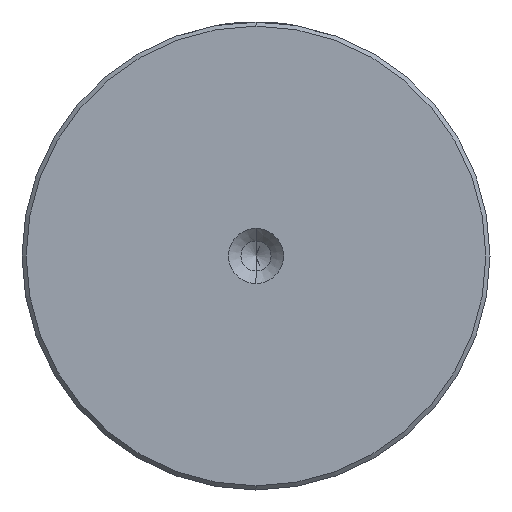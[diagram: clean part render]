
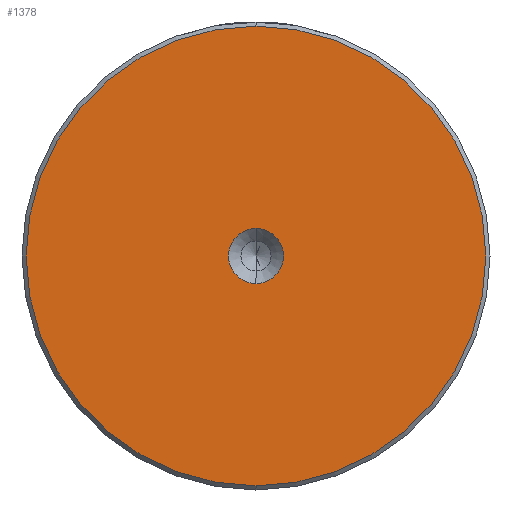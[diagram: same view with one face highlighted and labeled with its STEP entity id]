
A CAD part, left-side view. The second image highlights one B-rep face of the part: STEP entity #1378.
In plain terms, the highlighted planar face has unit normal (-1, 0, 0).
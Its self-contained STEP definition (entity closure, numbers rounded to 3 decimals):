
#83 = VERTEX_POINT ( 'NONE', #2092 ) ;
#132 = CARTESIAN_POINT ( 'NONE',  ( 0., 0., 0. ) ) ;
#344 = AXIS2_PLACEMENT_3D ( 'NONE', #132, #2245, #1086 ) ;
#461 = CARTESIAN_POINT ( 'NONE',  ( 0., 0., 0. ) ) ;
#486 = CARTESIAN_POINT ( 'NONE',  ( 0., 0., 0. ) ) ;
#585 = EDGE_LOOP ( 'NONE', ( #840, #1021 ) ) ;
#632 = AXIS2_PLACEMENT_3D ( 'NONE', #1905, #752, #2096 ) ;
#647 = DIRECTION ( 'NONE',  ( 0., 0., 1. ) ) ;
#673 = DIRECTION ( 'NONE',  ( 0., 0., 1. ) ) ;
#716 = VERTEX_POINT ( 'NONE', #1401 ) ;
#735 = FACE_OUTER_BOUND ( 'NONE', #585, .T. ) ;
#737 = CIRCLE ( 'NONE', #1577, 27.5 ) ;
#752 = DIRECTION ( 'NONE',  ( -1., 0., 0. ) ) ;
#840 = ORIENTED_EDGE ( 'NONE', *, *, #2470, .T. ) ;
#871 = EDGE_CURVE ( 'NONE', #716, #881, #2214, .T. ) ;
#881 = VERTEX_POINT ( 'NONE', #2398 ) ;
#920 = EDGE_CURVE ( 'NONE', #83, #1541, #737, .T. ) ;
#1021 = ORIENTED_EDGE ( 'NONE', *, *, #920, .T. ) ;
#1048 = EDGE_CURVE ( 'NONE', #881, #716, #1791, .T. ) ;
#1064 = CARTESIAN_POINT ( 'NONE',  ( 0., 0., 0. ) ) ;
#1086 = DIRECTION ( 'NONE',  ( 0., 0., 1. ) ) ;
#1201 = AXIS2_PLACEMENT_3D ( 'NONE', #486, #1830, #673 ) ;
#1230 = ORIENTED_EDGE ( 'NONE', *, *, #871, .F. ) ;
#1258 = DIRECTION ( 'NONE',  ( 0., 0., 1. ) ) ;
#1378 = ADVANCED_FACE ( 'NONE', ( #735, #2211 ), #1655, .T. ) ;
#1401 = CARTESIAN_POINT ( 'NONE',  ( 0., 0., 3.3 ) ) ;
#1541 = VERTEX_POINT ( 'NONE', #1919 ) ;
#1577 = AXIS2_PLACEMENT_3D ( 'NONE', #1064, #2415, #1258 ) ;
#1655 = PLANE ( 'NONE',  #344 ) ;
#1677 = CIRCLE ( 'NONE', #2443, 27.5 ) ;
#1791 = CIRCLE ( 'NONE', #632, 3.3 ) ;
#1799 = DIRECTION ( 'NONE',  ( -1., 0., 0. ) ) ;
#1830 = DIRECTION ( 'NONE',  ( -1., 0., 0. ) ) ;
#1905 = CARTESIAN_POINT ( 'NONE',  ( 0., 0., 0. ) ) ;
#1907 = EDGE_LOOP ( 'NONE', ( #1230, #2241 ) ) ;
#1919 = CARTESIAN_POINT ( 'NONE',  ( 0., 0., -27.5 ) ) ;
#2092 = CARTESIAN_POINT ( 'NONE',  ( 0., 0., 27.5 ) ) ;
#2096 = DIRECTION ( 'NONE',  ( 0., 0., 1. ) ) ;
#2211 = FACE_BOUND ( 'NONE', #1907, .T. ) ;
#2214 = CIRCLE ( 'NONE', #1201, 3.3 ) ;
#2241 = ORIENTED_EDGE ( 'NONE', *, *, #1048, .F. ) ;
#2245 = DIRECTION ( 'NONE',  ( -1., 0., 0. ) ) ;
#2398 = CARTESIAN_POINT ( 'NONE',  ( 0., 0., -3.3 ) ) ;
#2415 = DIRECTION ( 'NONE',  ( -1., 0., 0. ) ) ;
#2443 = AXIS2_PLACEMENT_3D ( 'NONE', #461, #1799, #647 ) ;
#2470 = EDGE_CURVE ( 'NONE', #1541, #83, #1677, .T. ) ;
